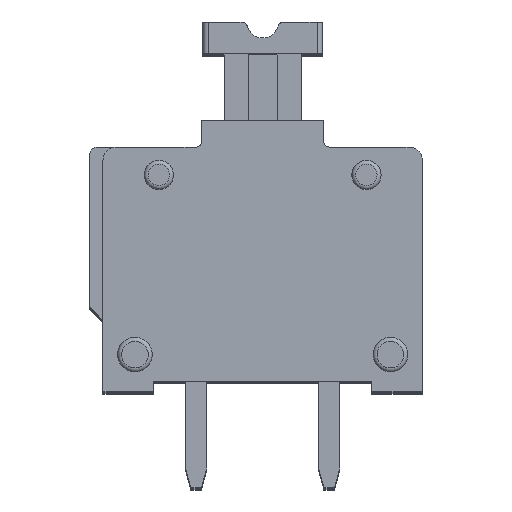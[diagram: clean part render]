
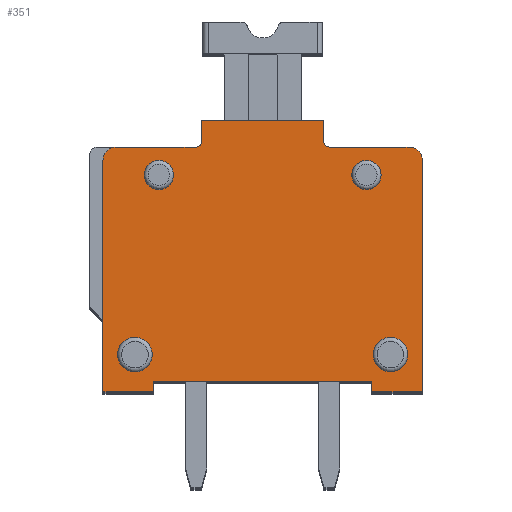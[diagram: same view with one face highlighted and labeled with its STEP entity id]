
A CAD part, top view. The second image highlights one B-rep face of the part: STEP entity #351.
In plain terms, the highlighted planar face has unit normal (0, 0, 1).
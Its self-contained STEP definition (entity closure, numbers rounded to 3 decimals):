
#351 = ADVANCED_FACE( '', ( #726, #727, #728, #729, #730 ), #731, .T. );
#726 = FACE_OUTER_BOUND( '', #1200, .T. );
#727 = FACE_BOUND( '', #1201, .T. );
#728 = FACE_BOUND( '', #1202, .T. );
#729 = FACE_BOUND( '', #1203, .T. );
#730 = FACE_BOUND( '', #1204, .T. );
#731 = PLANE( '', #1205 );
#1200 = EDGE_LOOP( '', ( #1728, #1729, #1730, #1731, #1732, #1733, #1734, #1735, #1736, #1737, #1738, #1739, #1740, #1741, #1742, #1743 ) );
#1201 = EDGE_LOOP( '', ( #1744 ) );
#1202 = EDGE_LOOP( '', ( #1745 ) );
#1203 = EDGE_LOOP( '', ( #1746 ) );
#1204 = EDGE_LOOP( '', ( #1747 ) );
#1205 = AXIS2_PLACEMENT_3D( '', #1748, #1749, #1750 );
#1728 = ORIENTED_EDGE( '', *, *, #2935, .T. );
#1729 = ORIENTED_EDGE( '', *, *, #2936, .T. );
#1730 = ORIENTED_EDGE( '', *, *, #2937, .F. );
#1731 = ORIENTED_EDGE( '', *, *, #2938, .F. );
#1732 = ORIENTED_EDGE( '', *, *, #2939, .F. );
#1733 = ORIENTED_EDGE( '', *, *, #2915, .T. );
#1734 = ORIENTED_EDGE( '', *, *, #2940, .F. );
#1735 = ORIENTED_EDGE( '', *, *, #2941, .F. );
#1736 = ORIENTED_EDGE( '', *, *, #2942, .T. );
#1737 = ORIENTED_EDGE( '', *, *, #2943, .T. );
#1738 = ORIENTED_EDGE( '', *, *, #2944, .T. );
#1739 = ORIENTED_EDGE( '', *, *, #2945, .T. );
#1740 = ORIENTED_EDGE( '', *, *, #2946, .T. );
#1741 = ORIENTED_EDGE( '', *, *, #2947, .F. );
#1742 = ORIENTED_EDGE( '', *, *, #2948, .T. );
#1743 = ORIENTED_EDGE( '', *, *, #2949, .F. );
#1744 = ORIENTED_EDGE( '', *, *, #2950, .F. );
#1745 = ORIENTED_EDGE( '', *, *, #2951, .F. );
#1746 = ORIENTED_EDGE( '', *, *, #2952, .F. );
#1747 = ORIENTED_EDGE( '', *, *, #2953, .F. );
#1748 = CARTESIAN_POINT( '', ( 5.954, 7.756, 3. ) );
#1749 = DIRECTION( '', ( 0., 0., 1. ) );
#1750 = DIRECTION( '', ( 1., 0., 0. ) );
#2915 = EDGE_CURVE( '', #3424, #3429, #3431, .T. );
#2935 = EDGE_CURVE( '', #3465, #3466, #3467, .T. );
#2936 = EDGE_CURVE( '', #3466, #3468, #3469, .T. );
#2937 = EDGE_CURVE( '', #3470, #3468, #3471, .T. );
#2938 = EDGE_CURVE( '', #3472, #3470, #3473, .T. );
#2939 = EDGE_CURVE( '', #3424, #3472, #3474, .T. );
#2940 = EDGE_CURVE( '', #3475, #3429, #3476, .T. );
#2941 = EDGE_CURVE( '', #3477, #3475, #3478, .T. );
#2942 = EDGE_CURVE( '', #3477, #3479, #3480, .T. );
#2943 = EDGE_CURVE( '', #3479, #3481, #3482, .T. );
#2944 = EDGE_CURVE( '', #3481, #3483, #3484, .T. );
#2945 = EDGE_CURVE( '', #3483, #3485, #3486, .T. );
#2946 = EDGE_CURVE( '', #3485, #3487, #3488, .T. );
#2947 = EDGE_CURVE( '', #3489, #3487, #3490, .T. );
#2948 = EDGE_CURVE( '', #3489, #3491, #3492, .T. );
#2949 = EDGE_CURVE( '', #3465, #3491, #3493, .T. );
#2950 = EDGE_CURVE( '', #3494, #3494, #3495, .T. );
#2951 = EDGE_CURVE( '', #3496, #3496, #3497, .T. );
#2952 = EDGE_CURVE( '', #3498, #3498, #3499, .T. );
#2953 = EDGE_CURVE( '', #3500, #3500, #3501, .T. );
#3424 = VERTEX_POINT( '', #4167 );
#3429 = VERTEX_POINT( '', #4174 );
#3431 = LINE( '', #4177, #4178 );
#3465 = VERTEX_POINT( '', #4222 );
#3466 = VERTEX_POINT( '', #4223 );
#3467 = LINE( '', #4224, #4225 );
#3468 = VERTEX_POINT( '', #4226 );
#3469 = LINE( '', #4227, #4228 );
#3470 = VERTEX_POINT( '', #4229 );
#3471 = LINE( '', #4230, #4231 );
#3472 = VERTEX_POINT( '', #4232 );
#3473 = LINE( '', #4233, #4234 );
#3474 = LINE( '', #4235, #4236 );
#3475 = VERTEX_POINT( '', #4237 );
#3476 = LINE( '', #4238, #4239 );
#3477 = VERTEX_POINT( '', #4240 );
#3478 = CIRCLE( '', #4241, 0.5 );
#3479 = VERTEX_POINT( '', #4242 );
#3480 = LINE( '', #4243, #4244 );
#3481 = VERTEX_POINT( '', #4245 );
#3482 = CIRCLE( '', #4246, 0.2 );
#3483 = VERTEX_POINT( '', #4247 );
#3484 = LINE( '', #4248, #4249 );
#3485 = VERTEX_POINT( '', #4250 );
#3486 = LINE( '', #4251, #4252 );
#3487 = VERTEX_POINT( '', #4253 );
#3488 = LINE( '', #4254, #4255 );
#3489 = VERTEX_POINT( '', #4256 );
#3490 = CIRCLE( '', #4257, 0.2 );
#3491 = VERTEX_POINT( '', #4258 );
#3492 = LINE( '', #4259, #4260 );
#3493 = CIRCLE( '', #4261, 0.5 );
#3494 = VERTEX_POINT( '', #4262 );
#3495 = CIRCLE( '', #4263, 0.65 );
#3496 = VERTEX_POINT( '', #4264 );
#3497 = CIRCLE( '', #4265, 0.55 );
#3498 = VERTEX_POINT( '', #4266 );
#3499 = CIRCLE( '', #4267, 0.65 );
#3500 = VERTEX_POINT( '', #4268 );
#3501 = CIRCLE( '', #4269, 0.55 );
#4167 = CARTESIAN_POINT( '', ( 10.1, 0., 3. ) );
#4174 = CARTESIAN_POINT( '', ( 12., 0., 3. ) );
#4177 = CARTESIAN_POINT( '', ( 7.771, 0., 3. ) );
#4178 = VECTOR( '', #5121, 1000. );
#4222 = CARTESIAN_POINT( '', ( 0., 8.7, 3. ) );
#4223 = CARTESIAN_POINT( '', ( 0., 0., 3. ) );
#4224 = CARTESIAN_POINT( '', ( 0., 7.285, 3. ) );
#4225 = VECTOR( '', #5147, 1000. );
#4226 = CARTESIAN_POINT( '', ( 1.9, 0., 3. ) );
#4227 = CARTESIAN_POINT( '', ( 7.771, 0., 3. ) );
#4228 = VECTOR( '', #5148, 1000. );
#4229 = CARTESIAN_POINT( '', ( 1.9, 0.4, 3. ) );
#4230 = CARTESIAN_POINT( '', ( 1.9, 7.285, 3. ) );
#4231 = VECTOR( '', #5149, 1000. );
#4232 = CARTESIAN_POINT( '', ( 10.1, 0.4, 3. ) );
#4233 = CARTESIAN_POINT( '', ( 7.771, 0.4, 3. ) );
#4234 = VECTOR( '', #5150, 1000. );
#4235 = CARTESIAN_POINT( '', ( 10.1, 7.285, 3. ) );
#4236 = VECTOR( '', #5151, 1000. );
#4237 = CARTESIAN_POINT( '', ( 12., 8.7, 3. ) );
#4238 = CARTESIAN_POINT( '', ( 12., 7.285, 3. ) );
#4239 = VECTOR( '', #5152, 1000. );
#4240 = CARTESIAN_POINT( '', ( 11.5, 9.2, 3. ) );
#4241 = AXIS2_PLACEMENT_3D( '', #5153, #5154, #5155 );
#4242 = CARTESIAN_POINT( '', ( 8.5, 9.2, 3. ) );
#4243 = CARTESIAN_POINT( '', ( 7.771, 9.2, 3. ) );
#4244 = VECTOR( '', #5156, 1000. );
#4245 = CARTESIAN_POINT( '', ( 8.3, 9.4, 3. ) );
#4246 = AXIS2_PLACEMENT_3D( '', #5157, #5158, #5159 );
#4247 = CARTESIAN_POINT( '', ( 8.3, 10.2, 3. ) );
#4248 = CARTESIAN_POINT( '', ( 8.3, 7.285, 3. ) );
#4249 = VECTOR( '', #5160, 1000. );
#4250 = CARTESIAN_POINT( '', ( 3.7, 10.2, 3. ) );
#4251 = CARTESIAN_POINT( '', ( 7.771, 10.2, 3. ) );
#4252 = VECTOR( '', #5161, 1000. );
#4253 = CARTESIAN_POINT( '', ( 3.7, 9.4, 3. ) );
#4254 = CARTESIAN_POINT( '', ( 3.7, 7.285, 3. ) );
#4255 = VECTOR( '', #5162, 1000. );
#4256 = CARTESIAN_POINT( '', ( 3.5, 9.2, 3. ) );
#4257 = AXIS2_PLACEMENT_3D( '', #5163, #5164, #5165 );
#4258 = CARTESIAN_POINT( '', ( 0.5, 9.2, 3. ) );
#4259 = CARTESIAN_POINT( '', ( 7.771, 9.2, 3. ) );
#4260 = VECTOR( '', #5166, 1000. );
#4261 = AXIS2_PLACEMENT_3D( '', #5167, #5168, #5169 );
#4262 = CARTESIAN_POINT( '', ( 11.45, 1.4, 3. ) );
#4263 = AXIS2_PLACEMENT_3D( '', #5170, #5171, #5172 );
#4264 = CARTESIAN_POINT( '', ( 2.65, 8.15, 3. ) );
#4265 = AXIS2_PLACEMENT_3D( '', #5173, #5174, #5175 );
#4266 = CARTESIAN_POINT( '', ( 1.85, 1.4, 3. ) );
#4267 = AXIS2_PLACEMENT_3D( '', #5176, #5177, #5178 );
#4268 = CARTESIAN_POINT( '', ( 10.45, 8.15, 3. ) );
#4269 = AXIS2_PLACEMENT_3D( '', #5179, #5180, #5181 );
#5121 = DIRECTION( '', ( 1., 0., 0. ) );
#5147 = DIRECTION( '', ( 0., -1., 0. ) );
#5148 = DIRECTION( '', ( 1., 0., 0. ) );
#5149 = DIRECTION( '', ( 0., -1., 0. ) );
#5150 = DIRECTION( '', ( -1., 0., 0. ) );
#5151 = DIRECTION( '', ( 0., 1., 0. ) );
#5152 = DIRECTION( '', ( 0., -1., 0. ) );
#5153 = CARTESIAN_POINT( '', ( 11.5, 8.7, 3. ) );
#5154 = DIRECTION( '', ( 0., 0., -1. ) );
#5155 = DIRECTION( '', ( -1., 0., 0. ) );
#5156 = DIRECTION( '', ( -1., 0., 0. ) );
#5157 = CARTESIAN_POINT( '', ( 8.5, 9.4, 3. ) );
#5158 = DIRECTION( '', ( 0., 0., -1. ) );
#5159 = DIRECTION( '', ( -1., 0., 0. ) );
#5160 = DIRECTION( '', ( 0., 1., 0. ) );
#5161 = DIRECTION( '', ( -1., 0., 0. ) );
#5162 = DIRECTION( '', ( 0., -1., 0. ) );
#5163 = CARTESIAN_POINT( '', ( 3.5, 9.4, 3. ) );
#5164 = DIRECTION( '', ( 0., 0., 1. ) );
#5165 = DIRECTION( '', ( 1., 0., 0. ) );
#5166 = DIRECTION( '', ( -1., 0., 0. ) );
#5167 = CARTESIAN_POINT( '', ( 0.5, 8.7, 3. ) );
#5168 = DIRECTION( '', ( 0., 0., -1. ) );
#5169 = DIRECTION( '', ( -1., 0., 0. ) );
#5170 = CARTESIAN_POINT( '', ( 10.8, 1.4, 3. ) );
#5171 = DIRECTION( '', ( 0., 0., 1. ) );
#5172 = DIRECTION( '', ( 1., 0., 0. ) );
#5173 = CARTESIAN_POINT( '', ( 2.1, 8.15, 3. ) );
#5174 = DIRECTION( '', ( 0., 0., 1. ) );
#5175 = DIRECTION( '', ( 1., 0., 0. ) );
#5176 = CARTESIAN_POINT( '', ( 1.2, 1.4, 3. ) );
#5177 = DIRECTION( '', ( 0., 0., 1. ) );
#5178 = DIRECTION( '', ( 1., 0., 0. ) );
#5179 = CARTESIAN_POINT( '', ( 9.9, 8.15, 3. ) );
#5180 = DIRECTION( '', ( 0., 0., 1. ) );
#5181 = DIRECTION( '', ( 1., 0., 0. ) );
